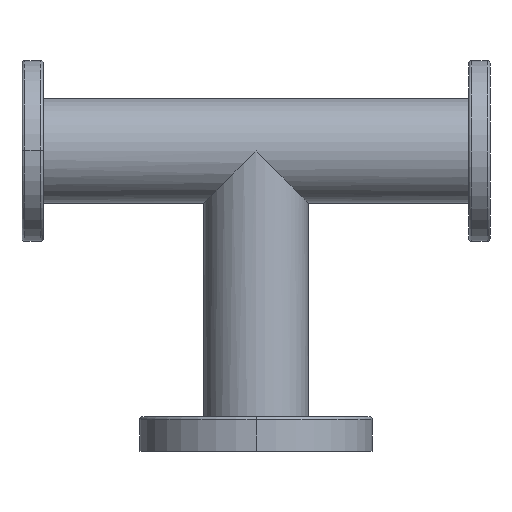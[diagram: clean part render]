
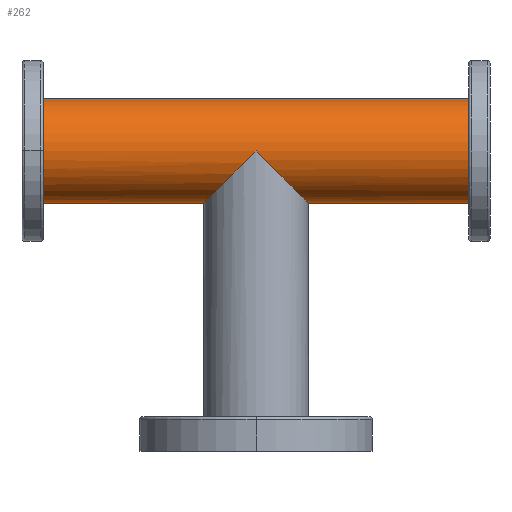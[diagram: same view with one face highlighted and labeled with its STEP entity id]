
A CAD part, front view. The second image highlights one B-rep face of the part: STEP entity #262.
In plain terms, the highlighted cylindrical face has radius 9.995 mm (diameter 19.99 mm), a partial arc.
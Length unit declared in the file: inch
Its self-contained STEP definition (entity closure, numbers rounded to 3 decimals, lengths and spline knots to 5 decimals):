
#13=CARTESIAN_POINT('',(0.3935,0.,-0.3935));
#20=DIRECTION('',(-1.,0.,0.));
#21=VECTOR('',#20,3.2);
#22=CARTESIAN_POINT('',(1.6,0.,0.3935));
#23=LINE('',#22,#21);
#29=CARTESIAN_POINT('',(-0.3935,0.,-0.3935));
#118=CARTESIAN_POINT('',(0.3935,0.,-0.3935));
#119=CARTESIAN_POINT('',(0.39386,-0.01641,-0.3935));
#120=CARTESIAN_POINT('',(0.39134,-0.05179,
-0.39151));
#121=CARTESIAN_POINT('',(0.37891,-0.11286,
-0.37886));
#122=CARTESIAN_POINT('',(0.35445,-0.17525,
-0.35447));
#123=CARTESIAN_POINT('',(0.31987,-0.23226,
-0.31987));
#124=CARTESIAN_POINT('',(0.27744,-0.28171,
-0.27744));
#125=CARTESIAN_POINT('',(0.22397,-0.32613,
-0.22398));
#126=CARTESIAN_POINT('',(0.15926,-0.36277,
-0.15921));
#127=CARTESIAN_POINT('',(0.0798,-0.38824,
-0.07998));
#128=CARTESIAN_POINT('',(0.02712,-0.3935,-0.02674));
#129=CARTESIAN_POINT('',(0.,-0.3935,0.));
#131=CARTESIAN_POINT('',(0.,-0.3935,0.));
#132=CARTESIAN_POINT('',(-0.02708,-0.3935,-0.02671));
#133=CARTESIAN_POINT('',(-0.07972,-0.38825,
-0.0799));
#134=CARTESIAN_POINT('',(-0.15923,-0.36279,
-0.15919));
#135=CARTESIAN_POINT('',(-0.22399,-0.32611,
-0.22401));
#136=CARTESIAN_POINT('',(-0.27748,-0.28167,
-0.27747));
#137=CARTESIAN_POINT('',(-0.31989,-0.23223,
-0.31988));
#138=CARTESIAN_POINT('',(-0.35438,-0.17539,
-0.35439));
#139=CARTESIAN_POINT('',(-0.37883,-0.1131,
-0.37879));
#140=CARTESIAN_POINT('',(-0.39132,-0.05201,
-0.39148));
#141=CARTESIAN_POINT('',(-0.39386,-0.0165,-0.3935));
#142=CARTESIAN_POINT('',(-0.3935,0.,-0.3935));
#144=DIRECTION('',(-1.,0.,0.));
#145=VECTOR('',#144,1.2065);
#146=CARTESIAN_POINT('',(-0.3935,0.,-0.3935));
#147=LINE('',#146,#145);
#148=CARTESIAN_POINT('',(-1.6,0.,0.));
#149=DIRECTION('',(-1.,0.,0.));
#150=DIRECTION('',(0.,0.,-1.));
#151=AXIS2_PLACEMENT_3D('',#148,#149,#150);
#153=CARTESIAN_POINT('',(1.6,0.,0.));
#154=DIRECTION('',(1.,0.,0.));
#155=DIRECTION('',(0.,0.,1.));
#156=AXIS2_PLACEMENT_3D('',#153,#154,#155);
#158=DIRECTION('',(-1.,0.,0.));
#159=VECTOR('',#158,1.2065);
#160=CARTESIAN_POINT('',(1.6,0.,-0.3935));
#161=LINE('',#160,#159);
#162=CARTESIAN_POINT('',(1.6,0.,0.3935));
#163=CARTESIAN_POINT('',(1.6,0.,-0.3935));
#164=VERTEX_POINT('',#162);
#165=VERTEX_POINT('',#163);
#166=CARTESIAN_POINT('',(-1.6,0.,0.3935));
#167=VERTEX_POINT('',#166);
#168=CARTESIAN_POINT('',(-1.6,0.,-0.3935));
#169=VERTEX_POINT('',#168);
#175=VERTEX_POINT('',#13);
#176=VERTEX_POINT('',#29);
#179=VERTEX_POINT('',#129);
#246=CARTESIAN_POINT('',(1.6,0.,0.));
#247=DIRECTION('',(-1.,0.,0.));
#248=DIRECTION('',(0.,0.,1.));
#249=AXIS2_PLACEMENT_3D('',#246,#247,#248);
#250=CYLINDRICAL_SURFACE('',#249,0.3935);
#251=ORIENTED_EDGE('',*,*,#223,.T.);
#252=ORIENTED_EDGE('',*,*,#229,.T.);
#253=ORIENTED_EDGE('',*,*,#195,.T.);
#255=ORIENTED_EDGE('',*,*,#254,.T.);
#256=ORIENTED_EDGE('',*,*,#191,.F.);
#258=ORIENTED_EDGE('',*,*,#257,.T.);
#259=ORIENTED_EDGE('',*,*,#187,.T.);
#260=EDGE_LOOP('',(#251,#252,#253,#255,#256,#258,#259));
#261=FACE_OUTER_BOUND('',#260,.F.);
#262=ADVANCED_FACE('',(#261),#250,.T.);
#130=B_SPLINE_CURVE_WITH_KNOTS('',3,(#118,#119,#120,#121,#122,#123,#124,#125,
#126,#127,#128,#129),.UNSPECIFIED.,.F.,.F.,(4,1,1,1,1,1,1,1,1,4),(0.,
0.11111,0.22222,0.33333,0.44444,
0.55556,0.66667,0.77778,0.88889,1.),
.UNSPECIFIED.);
#143=B_SPLINE_CURVE_WITH_KNOTS('',3,(#131,#132,#133,#134,#135,#136,#137,#138,
#139,#140,#141,#142),.UNSPECIFIED.,.F.,.F.,(4,1,1,1,1,1,1,1,1,4),(0.,
0.11111,0.22222,0.33333,0.44444,
0.55556,0.66667,0.77778,0.88889,1.),
.UNSPECIFIED.);
#152=CIRCLE('',#151,0.3935);
#157=CIRCLE('',#156,0.3935);
#187=EDGE_CURVE('',#165,#175,#161,.T.);
#191=EDGE_CURVE('',#164,#167,#23,.T.);
#195=EDGE_CURVE('',#176,#169,#147,.T.);
#223=EDGE_CURVE('',#175,#179,#130,.T.);
#229=EDGE_CURVE('',#179,#176,#143,.T.);
#254=EDGE_CURVE('',#169,#167,#152,.T.);
#257=EDGE_CURVE('',#164,#165,#157,.T.);
